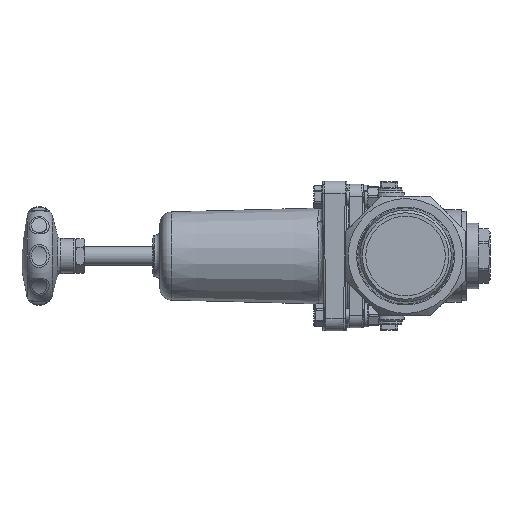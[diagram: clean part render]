
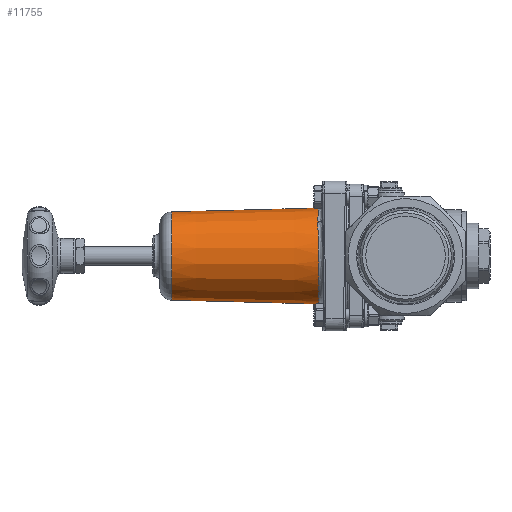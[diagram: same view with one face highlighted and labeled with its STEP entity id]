
A CAD part, left-side view. The second image highlights one B-rep face of the part: STEP entity #11755.
In plain terms, the highlighted conical face has half-angle 1.5 degrees and reference radius 28.868 mm.
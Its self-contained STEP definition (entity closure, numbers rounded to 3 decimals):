
#9404=CARTESIAN_POINT('',(29.845,63.002,-1.5));
#9405=VERTEX_POINT('',#9404);
#9406=CARTESIAN_POINT('',(29.845,63.002,-1.5));
#9407=CARTESIAN_POINT('',(29.85,62.813,-1.5));
#9408=CARTESIAN_POINT('',(29.857,62.612,-1.463));
#9409=CARTESIAN_POINT('',(29.874,62.242,-1.31));
#9410=CARTESIAN_POINT('',(29.884,62.073,-1.195));
#9411=CARTESIAN_POINT('',(29.9,61.807,-0.928));
#9412=CARTESIAN_POINT('',(29.908,61.691,-0.76));
#9413=CARTESIAN_POINT('',(29.919,61.538,-0.39));
#9414=CARTESIAN_POINT('',(29.922,61.5,-0.189));
#9415=CARTESIAN_POINT('',(29.922,61.5,0.189));
#9416=CARTESIAN_POINT('',(29.919,61.538,0.39));
#9417=CARTESIAN_POINT('',(29.908,61.691,0.76));
#9418=CARTESIAN_POINT('',(29.9,61.807,0.928));
#9419=CARTESIAN_POINT('',(29.884,62.073,1.195));
#9420=CARTESIAN_POINT('',(29.874,62.242,1.31));
#9421=CARTESIAN_POINT('',(29.857,62.612,1.463));
#9422=CARTESIAN_POINT('',(29.85,62.813,1.5));
#9423=CARTESIAN_POINT('',(29.84,63.19,1.5));
#9424=CARTESIAN_POINT('',(29.837,63.391,1.462));
#9425=CARTESIAN_POINT('',(29.834,63.76,1.309));
#9426=CARTESIAN_POINT('',(29.835,63.928,1.193));
#9427=CARTESIAN_POINT('',(29.838,64.194,0.927));
#9428=CARTESIAN_POINT('',(29.84,64.31,0.758));
#9429=CARTESIAN_POINT('',(29.843,64.462,0.389));
#9430=CARTESIAN_POINT('',(29.844,64.5,0.188));
#9431=CARTESIAN_POINT('',(29.844,64.5,-0.188));
#9432=CARTESIAN_POINT('',(29.843,64.462,-0.389));
#9433=CARTESIAN_POINT('',(29.84,64.31,-0.758));
#9434=CARTESIAN_POINT('',(29.838,64.194,-0.927));
#9435=CARTESIAN_POINT('',(29.835,63.928,-1.193));
#9436=CARTESIAN_POINT('',(29.834,63.76,-1.309));
#9437=CARTESIAN_POINT('',(29.837,63.391,-1.462));
#9438=CARTESIAN_POINT('',(29.84,63.19,-1.5));
#9439=CARTESIAN_POINT('',(29.845,63.002,-1.5));
#9440=B_SPLINE_CURVE_WITH_KNOTS('',3,(#9406,#9407,#9408,#9409,#9410,#9411,#9412,#9413,#9414,#9415,#9416,#9417,#9418,#9419,#9420,#9421,#9422,#9423,#9424,#9425,#9426,#9427,#9428,#9429,#9430,#9431,#9432,#9433,#9434,#9435,#9436,#9437,#9438,#9439),.UNSPECIFIED.,.T.,.U.,(4,2,2,2,2,2,2,2,2,2,2,2,2,2,2,2,4),(0.0,0.057,0.113,0.17,0.226,0.283,0.34,0.396,0.453,0.509,0.566,0.622,0.679,0.735,0.791,0.848,0.904),.UNSPECIFIED.);
#9441=EDGE_CURVE('',#9405,#9405,#9440,.T.);
#11523=CARTESIAN_POINT('',(21.322,55.081,-21.232));
#11524=VERTEX_POINT('',#11523);
#11532=CARTESIAN_POINT('',(-21.232,55.081,21.322));
#11533=VERTEX_POINT('',#11532);
#11534=CARTESIAN_POINT('',(21.322,55.081,-21.232));
#11535=CARTESIAN_POINT('',(24.496,54.995,-18.047));
#11536=CARTESIAN_POINT('',(29.391,54.822,-10.233));
#11537=CARTESIAN_POINT('',(30.93,54.615,3.515));
#11538=CARTESIAN_POINT('',(26.356,54.499,16.574));
#11539=CARTESIAN_POINT('',(16.571,54.5,26.352));
#11540=CARTESIAN_POINT('',(3.516,54.615,30.933));
#11541=CARTESIAN_POINT('',(-10.233,54.822,29.391));
#11542=CARTESIAN_POINT('',(-18.047,54.995,24.496));
#11543=CARTESIAN_POINT('',(-21.232,55.081,21.322));
#11544=B_SPLINE_CURVE_WITH_KNOTS('',3,(#11534,#11535,#11536,#11537,#11538,#11539,#11540,#11541,#11542,#11543),.UNSPECIFIED.,.F.,.U.,(4,1,1,1,1,1,1,4),(-1.569,-1.121,-0.672,-0.224,0.224,0.672,1.121,1.569),.UNSPECIFIED.);
#11545=EDGE_CURVE('',#11524,#11533,#11544,.T.);
#11579=CARTESIAN_POINT('',(-21.322,55.081,21.232));
#11580=VERTEX_POINT('',#11579);
#11590=CARTESIAN_POINT('',(-21.232,55.081,21.322));
#11591=CARTESIAN_POINT('',(-21.262,55.082,21.292));
#11592=CARTESIAN_POINT('',(-21.292,55.082,21.262));
#11593=CARTESIAN_POINT('',(-21.322,55.081,21.232));
#11594=B_SPLINE_CURVE_WITH_KNOTS('',3,(#11590,#11591,#11592,#11593),.UNSPECIFIED.,.F.,.U.,(4,4),(0.,0.014),.UNSPECIFIED.);
#11595=EDGE_CURVE('',#11533,#11580,#11594,.T.);
#11651=CARTESIAN_POINT('',(21.232,55.081,-21.322));
#11652=VERTEX_POINT('',#11651);
#11662=CARTESIAN_POINT('',(-21.322,55.081,21.232));
#11663=CARTESIAN_POINT('',(-24.496,54.995,18.047));
#11664=CARTESIAN_POINT('',(-29.391,54.822,10.233));
#11665=CARTESIAN_POINT('',(-30.93,54.615,-3.515));
#11666=CARTESIAN_POINT('',(-26.356,54.499,-16.574));
#11667=CARTESIAN_POINT('',(-16.571,54.5,-26.352));
#11668=CARTESIAN_POINT('',(-3.516,54.615,-30.933));
#11669=CARTESIAN_POINT('',(10.233,54.822,-29.391));
#11670=CARTESIAN_POINT('',(18.047,54.995,-24.496));
#11671=CARTESIAN_POINT('',(21.232,55.081,-21.322));
#11672=B_SPLINE_CURVE_WITH_KNOTS('',3,(#11662,#11663,#11664,#11665,#11666,#11667,#11668,#11669,#11670,#11671),.UNSPECIFIED.,.F.,.U.,(4,1,1,1,1,1,1,4),(-1.569,-1.121,-0.672,-0.224,0.224,0.672,1.121,1.569),.UNSPECIFIED.);
#11673=EDGE_CURVE('',#11580,#11652,#11672,.T.);
#11708=CARTESIAN_POINT('',(21.232,55.081,-21.322));
#11709=CARTESIAN_POINT('',(21.262,55.082,-21.292));
#11710=CARTESIAN_POINT('',(21.292,55.082,-21.262));
#11711=CARTESIAN_POINT('',(21.322,55.081,-21.232));
#11712=B_SPLINE_CURVE_WITH_KNOTS('',3,(#11708,#11709,#11710,#11711),.UNSPECIFIED.,.F.,.U.,(4,4),(0.,0.014),.UNSPECIFIED.);
#11713=EDGE_CURVE('',#11652,#11524,#11712,.T.);
#11730=CARTESIAN_POINT('',(0.0,101.75,0.0));
#11731=DIRECTION('',(0.0,-1.0,0.0));
#11732=DIRECTION('',(0.0,0.0,-1.0));
#11733=AXIS2_PLACEMENT_3D('',#11730,#11731,#11732);
#11734=CONICAL_SURFACE('',#11733,28.868,1.5);
#11735=CARTESIAN_POINT('',(0.,146.885,-27.686));
#11736=VERTEX_POINT('',#11735);
#11737=CARTESIAN_POINT('',(0.,146.885,0.0));
#11738=DIRECTION('',(0.0,1.0,0.0));
#11739=DIRECTION('',(0.0,0.0,1.0));
#11740=AXIS2_PLACEMENT_3D('',#11737,#11738,#11739);
#11741=CIRCLE('',#11740,27.686);
#11742=EDGE_CURVE('',#11736,#11736,#11741,.T.);
#11743=ORIENTED_EDGE('',*,*,#11742,.F.);
#11744=EDGE_LOOP('',(#11743));
#11745=FACE_OUTER_BOUND('',#11744,.T.);
#11746=ORIENTED_EDGE('',*,*,#9441,.T.);
#11747=EDGE_LOOP('',(#11746));
#11748=FACE_BOUND('',#11747,.T.);
#11749=ORIENTED_EDGE('',*,*,#11545,.F.);
#11750=ORIENTED_EDGE('',*,*,#11713,.F.);
#11751=ORIENTED_EDGE('',*,*,#11673,.F.);
#11752=ORIENTED_EDGE('',*,*,#11595,.F.);
#11753=EDGE_LOOP('',(#11749,#11750,#11751,#11752));
#11754=FACE_BOUND('',#11753,.T.);
#11755=ADVANCED_FACE('',(#11745,#11748,#11754),#11734,.T.);
